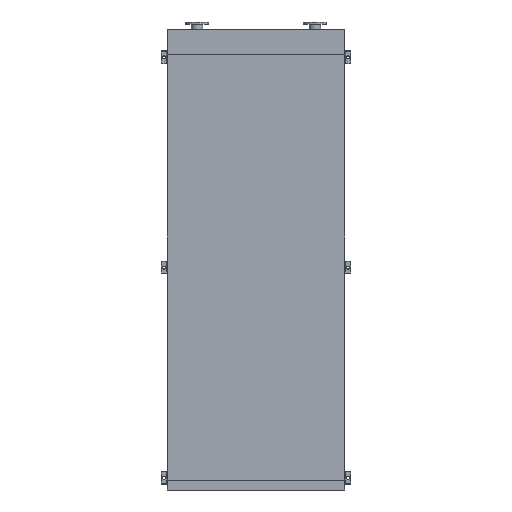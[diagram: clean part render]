
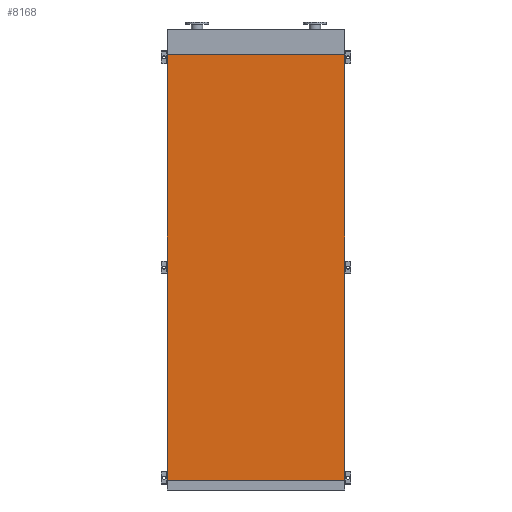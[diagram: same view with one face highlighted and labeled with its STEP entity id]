
A CAD part, front view. The second image highlights one B-rep face of the part: STEP entity #8168.
In plain terms, the highlighted planar face has unit normal (0, -1, 0).
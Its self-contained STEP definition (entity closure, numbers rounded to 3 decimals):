
#554 = VECTOR ( 'NONE', #13470, 1000. ) ;
#2901 = EDGE_CURVE ( 'NONE', #6923, #17524, #5809, .T. ) ;
#2925 = EDGE_LOOP ( 'NONE', ( #8319, #3948, #13660, #18256 ) ) ;
#3948 = ORIENTED_EDGE ( 'NONE', *, *, #19427, .F. ) ;
#5052 = PLANE ( 'NONE',  #18048 ) ;
#5809 = LINE ( 'NONE', #8028, #554 ) ;
#6923 = VERTEX_POINT ( 'NONE', #8460 ) ;
#8028 = CARTESIAN_POINT ( 'NONE',  ( -845., 0., -4050. ) ) ;
#8168 = ADVANCED_FACE ( 'NONE', ( #20770 ), #5052, .T. ) ;
#8272 = EDGE_CURVE ( 'NONE', #10126, #20283, #19248, .T. ) ;
#8319 = ORIENTED_EDGE ( 'NONE', *, *, #8272, .F. ) ;
#8460 = CARTESIAN_POINT ( 'NONE',  ( -845., 0., -4050. ) ) ;
#9668 = EDGE_CURVE ( 'NONE', #17524, #20283, #17593, .T. ) ;
#9958 = DIRECTION ( 'NONE',  ( 0., 0., 1. ) ) ;
#10126 = VERTEX_POINT ( 'NONE', #15224 ) ;
#10601 = DIRECTION ( 'NONE',  ( 0., 0., -1. ) ) ;
#10630 = DIRECTION ( 'NONE',  ( 0., 0., 1. ) ) ;
#11483 = LINE ( 'NONE', #16968, #15580 ) ;
#13470 = DIRECTION ( 'NONE',  ( 1., 0., 0. ) ) ;
#13660 = ORIENTED_EDGE ( 'NONE', *, *, #2901, .T. ) ;
#14677 = VECTOR ( 'NONE', #17770, 1000. ) ;
#15224 = CARTESIAN_POINT ( 'NONE',  ( -845., 0., 0. ) ) ;
#15580 = VECTOR ( 'NONE', #9958, 1000. ) ;
#16058 = CARTESIAN_POINT ( 'NONE',  ( -845., 0., 0. ) ) ;
#16968 = CARTESIAN_POINT ( 'NONE',  ( -845., 0., -4050. ) ) ;
#17077 = VECTOR ( 'NONE', #10630, 1000. ) ;
#17107 = CARTESIAN_POINT ( 'NONE',  ( 845., 0., -4050. ) ) ;
#17524 = VERTEX_POINT ( 'NONE', #17107 ) ;
#17593 = LINE ( 'NONE', #19289, #17077 ) ;
#17770 = DIRECTION ( 'NONE',  ( 1., 0., 0. ) ) ;
#18048 = AXIS2_PLACEMENT_3D ( 'NONE', #22541, #20902, #10601 ) ;
#18256 = ORIENTED_EDGE ( 'NONE', *, *, #9668, .T. ) ;
#18788 = CARTESIAN_POINT ( 'NONE',  ( 845., 0., 0. ) ) ;
#19248 = LINE ( 'NONE', #16058, #14677 ) ;
#19289 = CARTESIAN_POINT ( 'NONE',  ( 845., 0., -4050. ) ) ;
#19427 = EDGE_CURVE ( 'NONE', #6923, #10126, #11483, .T. ) ;
#20283 = VERTEX_POINT ( 'NONE', #18788 ) ;
#20770 = FACE_OUTER_BOUND ( 'NONE', #2925, .T. ) ;
#20902 = DIRECTION ( 'NONE',  ( 0., -1., 0. ) ) ;
#22541 = CARTESIAN_POINT ( 'NONE',  ( -845., 0., -4050. ) ) ;
